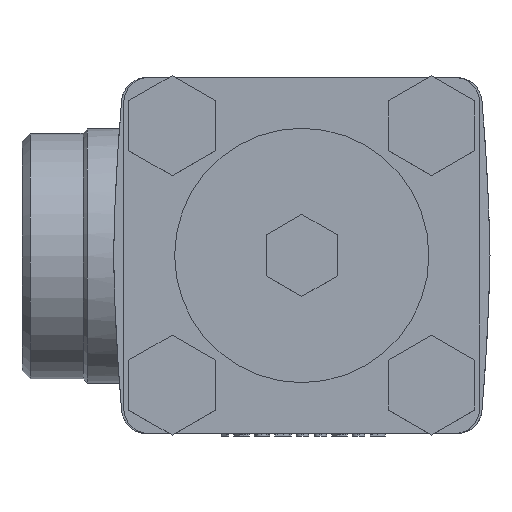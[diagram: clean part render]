
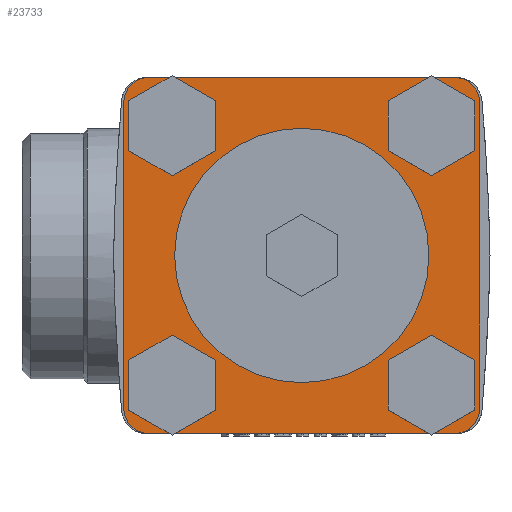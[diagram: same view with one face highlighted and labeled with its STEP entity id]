
A CAD part, top view. The second image highlights one B-rep face of the part: STEP entity #23733.
In plain terms, the highlighted planar face has unit normal (0, 0, 1).
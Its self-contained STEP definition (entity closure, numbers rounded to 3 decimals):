
#23494=CARTESIAN_POINT('',(-30.,35.,75.));
#23495=VERTEX_POINT('',#23494);
#23502=CARTESIAN_POINT('',(30.,35.,75.));
#23503=VERTEX_POINT('',#23502);
#23504=CARTESIAN_POINT('',(30.,35.,75.));
#23505=DIRECTION('',(-1.,-0.,0.));
#23506=VECTOR('',#23505,60.);
#23507=LINE('',#23504,#23506);
#23508=EDGE_CURVE('',#23503,#23495,#23507,.T.);
#23534=CARTESIAN_POINT('',(-35.,-30.,75.));
#23535=VERTEX_POINT('',#23534);
#23542=CARTESIAN_POINT('',(-35.,30.,75.));
#23543=VERTEX_POINT('',#23542);
#23544=CARTESIAN_POINT('',(-35.,30.,75.));
#23545=DIRECTION('',(-0.,-1.,-0.));
#23546=VECTOR('',#23545,60.);
#23547=LINE('',#23544,#23546);
#23548=EDGE_CURVE('',#23543,#23535,#23547,.T.);
#23564=CARTESIAN_POINT('',(-30.,-35.,75.));
#23565=VERTEX_POINT('',#23564);
#23566=CARTESIAN_POINT('',(30.,-35.,75.));
#23567=VERTEX_POINT('',#23566);
#23568=CARTESIAN_POINT('',(-30.,-35.,75.));
#23569=DIRECTION('',(1.,0.,-0.));
#23570=VECTOR('',#23569,60.);
#23571=LINE('',#23568,#23570);
#23572=EDGE_CURVE('',#23565,#23567,#23571,.T.);
#23614=CARTESIAN_POINT('',(35.,30.,75.));
#23615=VERTEX_POINT('',#23614);
#23622=CARTESIAN_POINT('',(35.,-30.,75.));
#23623=VERTEX_POINT('',#23622);
#23624=CARTESIAN_POINT('',(35.,-30.,75.));
#23625=DIRECTION('',(0.,1.,0.));
#23626=VECTOR('',#23625,60.);
#23627=LINE('',#23624,#23626);
#23628=EDGE_CURVE('',#23623,#23615,#23627,.T.);
#23639=CARTESIAN_POINT('',(0.,0.,75.));
#23640=DIRECTION('',(0.,0.,1.));
#23641=DIRECTION('',(1.,0.,0.));
#23642=AXIS2_PLACEMENT_3D('',#23639,#23640,#23641);
#23643=PLANE('',#23642);
#23644=CARTESIAN_POINT('',(25.,-0.,75.));
#23645=VERTEX_POINT('',#23644);
#23646=CARTESIAN_POINT('',(0.,0.,75.));
#23647=DIRECTION('',(0.,0.,1.));
#23648=DIRECTION('',(1.,0.,-0.));
#23649=AXIS2_PLACEMENT_3D('',#23646,#23647,#23648);
#23650=CIRCLE('',#23649,25.);
#23651=EDGE_CURVE('',#23645,#23645,#23650,.T.);
#23652=ORIENTED_EDGE('',*,*,#23651,.F.);
#23653=EDGE_LOOP('',(#23652));
#23654=FACE_BOUND('',#23653,.T.);
#23655=CARTESIAN_POINT('',(-30.5,25.5,75.));
#23656=VERTEX_POINT('',#23655);
#23657=CARTESIAN_POINT('',(-25.5,25.5,75.));
#23658=DIRECTION('',(0.,0.,-1.));
#23659=DIRECTION('',(-1.,0.,0.));
#23660=AXIS2_PLACEMENT_3D('',#23657,#23658,#23659);
#23661=CIRCLE('',#23660,5.);
#23662=EDGE_CURVE('',#23656,#23656,#23661,.T.);
#23663=ORIENTED_EDGE('',*,*,#23662,.T.);
#23664=EDGE_LOOP('',(#23663));
#23665=FACE_BOUND('',#23664,.T.);
#23666=CARTESIAN_POINT('',(20.5,25.5,75.));
#23667=VERTEX_POINT('',#23666);
#23668=CARTESIAN_POINT('',(25.5,25.5,75.));
#23669=DIRECTION('',(0.,0.,-1.));
#23670=DIRECTION('',(-1.,0.,0.));
#23671=AXIS2_PLACEMENT_3D('',#23668,#23669,#23670);
#23672=CIRCLE('',#23671,5.);
#23673=EDGE_CURVE('',#23667,#23667,#23672,.T.);
#23674=ORIENTED_EDGE('',*,*,#23673,.T.);
#23675=EDGE_LOOP('',(#23674));
#23676=FACE_BOUND('',#23675,.T.);
#23677=CARTESIAN_POINT('',(20.5,-25.5,75.));
#23678=VERTEX_POINT('',#23677);
#23679=CARTESIAN_POINT('',(25.5,-25.5,75.));
#23680=DIRECTION('',(0.,0.,-1.));
#23681=DIRECTION('',(-1.,0.,0.));
#23682=AXIS2_PLACEMENT_3D('',#23679,#23680,#23681);
#23683=CIRCLE('',#23682,5.);
#23684=EDGE_CURVE('',#23678,#23678,#23683,.T.);
#23685=ORIENTED_EDGE('',*,*,#23684,.T.);
#23686=EDGE_LOOP('',(#23685));
#23687=FACE_BOUND('',#23686,.T.);
#23688=CARTESIAN_POINT('',(-30.5,-25.5,75.));
#23689=VERTEX_POINT('',#23688);
#23690=CARTESIAN_POINT('',(-25.5,-25.5,75.));
#23691=DIRECTION('',(0.,0.,-1.));
#23692=DIRECTION('',(-1.,0.,0.));
#23693=AXIS2_PLACEMENT_3D('',#23690,#23691,#23692);
#23694=CIRCLE('',#23693,5.);
#23695=EDGE_CURVE('',#23689,#23689,#23694,.T.);
#23696=ORIENTED_EDGE('',*,*,#23695,.T.);
#23697=EDGE_LOOP('',(#23696));
#23698=FACE_BOUND('',#23697,.T.);
#23699=ORIENTED_EDGE('',*,*,#23548,.T.);
#23700=CARTESIAN_POINT('',(-30.,-30.,75.));
#23701=DIRECTION('',(-0.,-0.,1.));
#23702=DIRECTION('',(-1.,0.,0.));
#23703=AXIS2_PLACEMENT_3D('',#23700,#23701,#23702);
#23704=CIRCLE('',#23703,5.);
#23705=EDGE_CURVE('',#23535,#23565,#23704,.T.);
#23706=ORIENTED_EDGE('',*,*,#23705,.T.);
#23707=ORIENTED_EDGE('',*,*,#23572,.T.);
#23708=CARTESIAN_POINT('',(30.,-30.,75.));
#23709=DIRECTION('',(-0.,-0.,1.));
#23710=DIRECTION('',(-1.,0.,0.));
#23711=AXIS2_PLACEMENT_3D('',#23708,#23709,#23710);
#23712=CIRCLE('',#23711,5.);
#23713=EDGE_CURVE('',#23567,#23623,#23712,.T.);
#23714=ORIENTED_EDGE('',*,*,#23713,.T.);
#23715=ORIENTED_EDGE('',*,*,#23628,.T.);
#23716=CARTESIAN_POINT('',(30.,30.,75.));
#23717=DIRECTION('',(-0.,-0.,1.));
#23718=DIRECTION('',(-1.,0.,0.));
#23719=AXIS2_PLACEMENT_3D('',#23716,#23717,#23718);
#23720=CIRCLE('',#23719,5.);
#23721=EDGE_CURVE('',#23615,#23503,#23720,.T.);
#23722=ORIENTED_EDGE('',*,*,#23721,.T.);
#23723=ORIENTED_EDGE('',*,*,#23508,.T.);
#23724=CARTESIAN_POINT('',(-30.,30.,75.));
#23725=DIRECTION('',(-0.,-0.,1.));
#23726=DIRECTION('',(-1.,0.,0.));
#23727=AXIS2_PLACEMENT_3D('',#23724,#23725,#23726);
#23728=CIRCLE('',#23727,5.);
#23729=EDGE_CURVE('',#23495,#23543,#23728,.T.);
#23730=ORIENTED_EDGE('',*,*,#23729,.T.);
#23731=EDGE_LOOP('',(#23699,#23706,#23707,#23714,#23715,#23722,#23723,#23730));
#23732=FACE_BOUND('',#23731,.T.);
#23733=ADVANCED_FACE('',(#23654,#23665,#23676,#23687,#23698,#23732),#23643,.T.);
